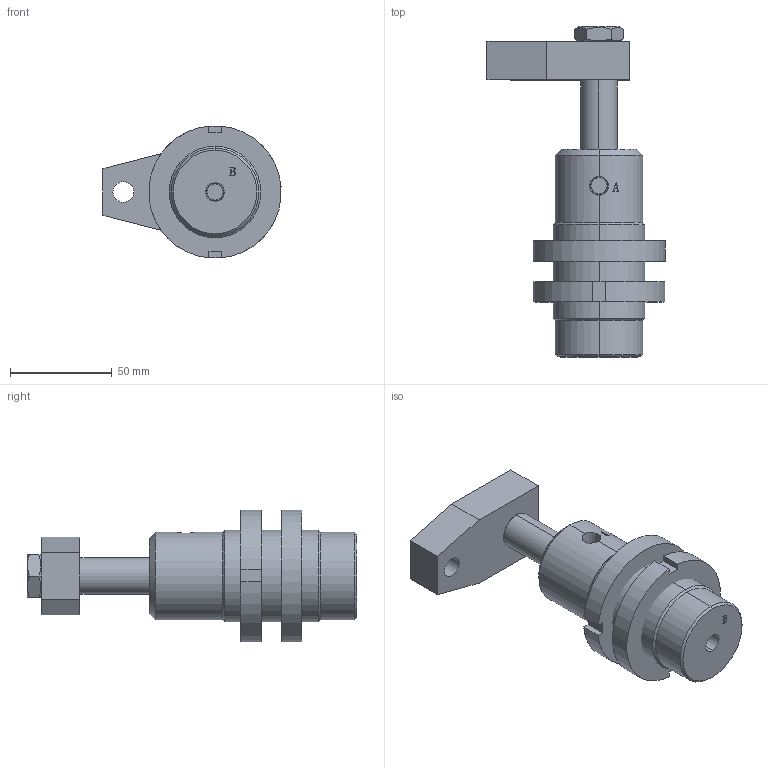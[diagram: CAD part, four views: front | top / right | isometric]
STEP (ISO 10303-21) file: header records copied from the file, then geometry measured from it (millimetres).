
FILE_DESCRIPTION (( 'STEP AP203' ), '1' );
FILE_NAME ('HNFT-25B.STEP', '2019-10-19T07:11:08', ( '微软用户' ), ( '微软中国' ), 'SwSTEP 2.0', 'SolidWorks 2012', '' );
FILE_SCHEMA (( 'CONFIG_CONTROL_DESIGN' ));
Length unit declared in the file: millimetre
Products named in the file (6): HNFT-25B; hex thin nuts grades ab gb_GB_FASTENER_NUT_STNABTT M14X1.5-N; 25蹟譫; 25等旋; 25B-S活塞杆; HNFT-25A掛极
Assembly tree (6 placements, depth 2):
  HNFT-25B
    HNFT-25A掛极
    25B-S活塞杆
    25等旋
    25蹟譫  x2
    hex thin nuts grades ab gb_GB_FASTENER_NUT_STNABTT M14X1.5-N
Bounding box: 87.39 x 162 x 64.8 mm (x, y, z)
Volume: 244509.1 mm3; surface area: 47938.9 mm2
Topology: 6 solids, 6 shells, 160 faces, 380 edges, 244 vertices
Faces by surface type: plane 80, cylinder 34, cone 28, bspline 16, torus 2
Entity records: 5943 total; most frequent: CARTESIAN_POINT 1936, ORIENTED_EDGE 700, DIRECTION 672, EDGE_CURVE 350, AXIS2_PLACEMENT_3D 245, VERTEX_POINT 224, LINE 182, VECTOR 182
